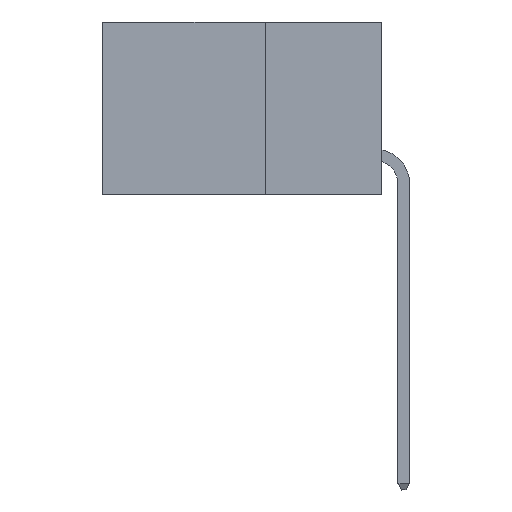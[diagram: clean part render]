
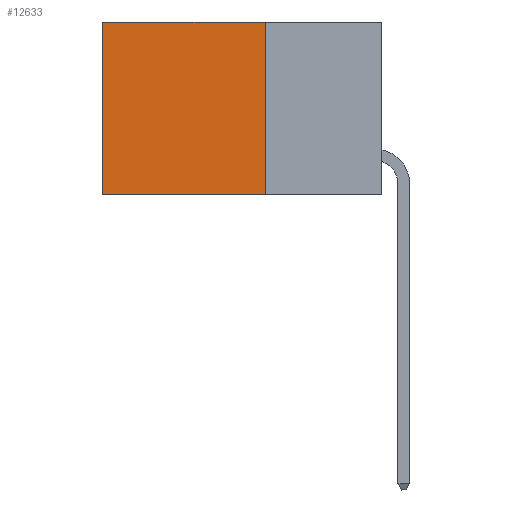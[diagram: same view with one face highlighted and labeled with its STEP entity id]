
A CAD part, left-side view. The second image highlights one B-rep face of the part: STEP entity #12633.
In plain terms, the highlighted planar face has unit normal (-1, 0, 0).
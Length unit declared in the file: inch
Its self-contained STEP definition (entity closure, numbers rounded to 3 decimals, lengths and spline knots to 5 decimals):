
#852 = VECTOR ( 'NONE', #1691, 39.37008 ) ;
#1176 = EDGE_LOOP ( 'NONE', ( #2707, #4806, #2406, #15775 ) ) ;
#1433 = AXIS2_PLACEMENT_3D ( 'NONE', #12126, #3864, #5275 ) ;
#1691 = DIRECTION ( 'NONE',  ( 0., 0., -1. ) ) ;
#1907 = DIRECTION ( 'NONE',  ( 0., 1., 0. ) ) ;
#1967 = VERTEX_POINT ( 'NONE', #7192 ) ;
#2406 = ORIENTED_EDGE ( 'NONE', *, *, #8023, .F. ) ;
#2707 = ORIENTED_EDGE ( 'NONE', *, *, #8256, .T. ) ;
#3520 = EDGE_CURVE ( 'NONE', #18044, #1967, #14031, .T. ) ;
#3864 = DIRECTION ( 'NONE',  ( 1., 0., 0. ) ) ;
#4248 = LINE ( 'NONE', #14738, #7788 ) ;
#4601 = LINE ( 'NONE', #10146, #852 ) ;
#4806 = ORIENTED_EDGE ( 'NONE', *, *, #3520, .F. ) ;
#5275 = DIRECTION ( 'NONE',  ( 0., 0., -1. ) ) ;
#6043 = VERTEX_POINT ( 'NONE', #15038 ) ;
#6802 = DIRECTION ( 'NONE',  ( 0., 0., -1. ) ) ;
#7192 = CARTESIAN_POINT ( 'NONE',  ( 0.2875, 0.6, -0.37 ) ) ;
#7788 = VECTOR ( 'NONE', #14863, 39.37008 ) ;
#8023 = EDGE_CURVE ( 'NONE', #11466, #18044, #4601, .T. ) ;
#8256 = EDGE_CURVE ( 'NONE', #6043, #1967, #17019, .T. ) ;
#9043 = FACE_OUTER_BOUND ( 'NONE', #1176, .T. ) ;
#10146 = CARTESIAN_POINT ( 'NONE',  ( 0.2875, 0.25, 0. ) ) ;
#10362 = CARTESIAN_POINT ( 'NONE',  ( 0.2875, 0.25, -0.37 ) ) ;
#11186 = EDGE_CURVE ( 'NONE', #11466, #6043, #4248, .T. ) ;
#11466 = VERTEX_POINT ( 'NONE', #13433 ) ;
#12126 = CARTESIAN_POINT ( 'NONE',  ( 0.2875, 0.25, 0. ) ) ;
#12283 = CARTESIAN_POINT ( 'NONE',  ( 0.2875, 0.6, 0. ) ) ;
#12633 = ADVANCED_FACE ( 'NONE', ( #9043 ), #15137, .F. ) ;
#13390 = VECTOR ( 'NONE', #1907, 39.37008 ) ;
#13433 = CARTESIAN_POINT ( 'NONE',  ( 0.2875, 0.25, 0. ) ) ;
#14031 = LINE ( 'NONE', #10362, #13390 ) ;
#14738 = CARTESIAN_POINT ( 'NONE',  ( 0.2875, 0.25, 0. ) ) ;
#14863 = DIRECTION ( 'NONE',  ( 0., 1., 0. ) ) ;
#15038 = CARTESIAN_POINT ( 'NONE',  ( 0.2875, 0.6, 0. ) ) ;
#15137 = PLANE ( 'NONE',  #1433 ) ;
#15775 = ORIENTED_EDGE ( 'NONE', *, *, #11186, .T. ) ;
#16788 = VECTOR ( 'NONE', #6802, 39.37008 ) ;
#17019 = LINE ( 'NONE', #12283, #16788 ) ;
#18020 = CARTESIAN_POINT ( 'NONE',  ( 0.2875, 0.25, -0.37 ) ) ;
#18044 = VERTEX_POINT ( 'NONE', #18020 ) ;
